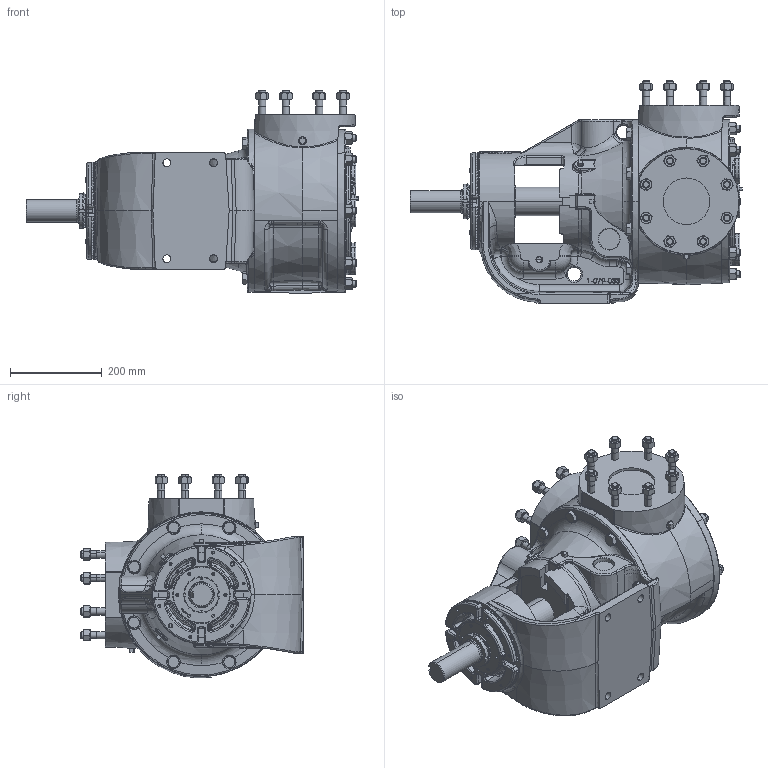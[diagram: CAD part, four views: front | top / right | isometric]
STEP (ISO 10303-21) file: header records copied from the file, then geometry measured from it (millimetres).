
FILE_DESCRIPTION (( 'STEP AP214' ), '1' );
FILE_NAME ('Q224A.STEP', '2016-10-14T16:25:15', ( '' ), ( '' ), 'SwSTEP 2.0', 'SolidWorks 2015', '' );
FILE_SCHEMA (( 'AUTOMOTIVE_DESIGN' ));
Length unit declared in the file: inch
Products named in the file (2): Q224A
Bounding box: 723.93 x 485.65 x 444.81 mm (x, y, z)
Volume: 39559922.1 mm3; surface area: 1319243.5 mm2
Topology: 1 solids, 1 shells, 3435 faces, 8673 edges, 5353 vertices
Faces by surface type: plane 1112, cylinder 914, cone 623, bspline 602, torus 143, sphere 41
Entity records: 211360 total; most frequent: CARTESIAN_POINT 100928, ORIENTED_EDGE 17180, DIRECTION 14812, EDGE_CURVE 8590, AXIS2_PLACEMENT_3D 5860, VERTEX_POINT 5351, EDGE_LOOP 3643, FACE_OUTER_BOUND 3433
